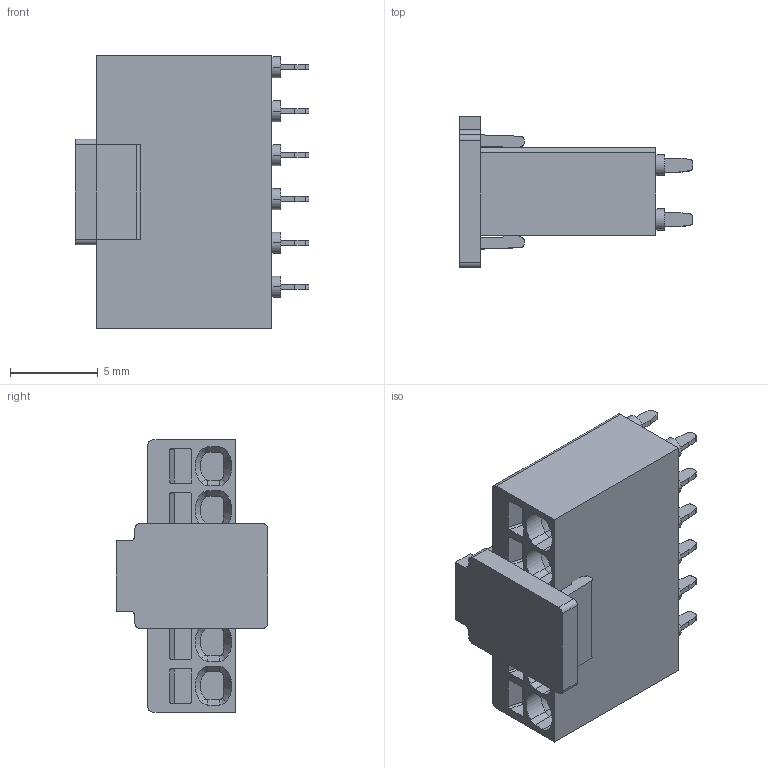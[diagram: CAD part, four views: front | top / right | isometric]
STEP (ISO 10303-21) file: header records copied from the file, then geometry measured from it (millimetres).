
FILE_DESCRIPTION(('SolidDesigner STEP Export'),'2;1');
FILE_NAME('ptsm_0.5-6-2.5_v_thr_wh.stp','2013-06-05T12:26:46',(''),(''),'Creo Elements/Direct Modeling STEP processor for AP214 (Solid Model)','Creo Elements/Direct Modeling 18.1B 29-Sep-2012 (C) Parametric Technology GmbH','');
FILE_SCHEMA(('AUTOMOTIVE_DESIGN { 1 0 10303 214 1 1 1 1 }'));
Length unit declared in the file: millimetre
Products named in the file (3): ptsm_0.5-6-2.5-v-thr; ptsm_0.5_pad-select; ptsm_0.5-6-2.5_v_thr_wh
Assembly tree (2 placements, depth 2):
  ptsm_0.5-6-2.5_v_thr_wh
    ptsm_0.5_pad-select
    ptsm_0.5-6-2.5-v-thr
Bounding box: 13.3 x 8.6 x 15.5 mm (x, y, z)
Volume: 796.6 mm3; surface area: 955.7 mm2
Topology: 2 solids, 2 shells, 481 faces, 1188 edges, 754 vertices
Faces by surface type: plane 243, cylinder 202, cone 36
Entity records: 18473 total; most frequent: CARTESIAN_POINT 2879, DIRECTION 2513, ORIENTED_EDGE 2376, EDGE_CURVE 1188, AXIS2_PLACEMENT_3D 862, VECTOR 789, LINE 789, VERTEX_POINT 754
